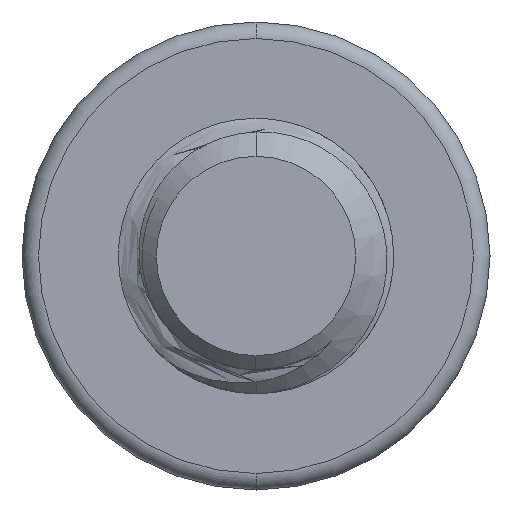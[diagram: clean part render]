
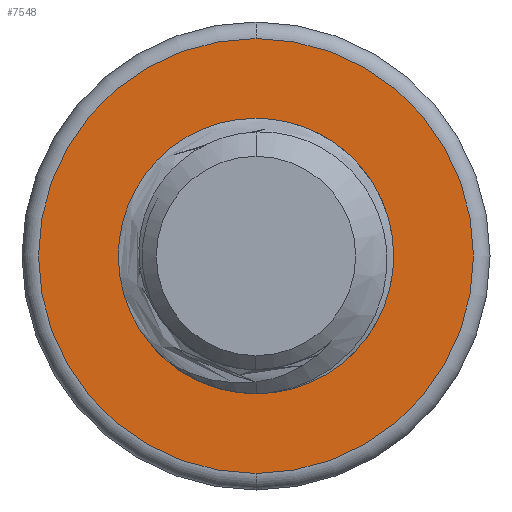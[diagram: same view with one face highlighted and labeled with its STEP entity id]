
A CAD part, front view. The second image highlights one B-rep face of the part: STEP entity #7548.
In plain terms, the highlighted planar face has unit normal (0, -1, 0).
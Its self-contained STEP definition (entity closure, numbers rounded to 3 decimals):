
#51 = B_SPLINE_CURVE_WITH_KNOTS ( 'NONE', 3,
 ( #5144, #1884, #8477, #5196, #9338, #1072, #6949, #1021, #7771, #4316, #10140, #8527, #6891, #4370, #7710, #2804, #245, #10197 ),
 .UNSPECIFIED., .F., .F.,
 ( 4, 2, 2, 2, 2, 2, 2, 2, 4 ),
 ( 0., 0.001, 0.001, 0.002, 0.002, 0.003, 0.003, 0.004, 0.004 ),
 .UNSPECIFIED. ) ;
#94 = CARTESIAN_POINT ( 'NONE',  ( 2.314, 35., 0.161 ) ) ;
#245 = CARTESIAN_POINT ( 'NONE',  ( -2.001, 35., 0.625 ) ) ;
#292 = CARTESIAN_POINT ( 'NONE',  ( 0., 35., -2.5 ) ) ;
#326 = VERTEX_POINT ( 'NONE', #8919 ) ;
#443 = FACE_BOUND ( 'NONE', #1959, .T. ) ;
#975 = CARTESIAN_POINT ( 'NONE',  ( 2.336, 35., -0.402 ) ) ;
#1021 = CARTESIAN_POINT ( 'NONE',  ( -1.633, 35., -1.671 ) ) ;
#1062 = CARTESIAN_POINT ( 'NONE',  ( 1.768, 35., -1.768 ) ) ;
#1072 = CARTESIAN_POINT ( 'NONE',  ( -1.218, 35., -2.054 ) ) ;
#1168 = CARTESIAN_POINT ( 'NONE',  ( 0.332, 35., -2.5 ) ) ;
#1478 = EDGE_CURVE ( 'NONE', #9899, #6919, #5420, .T. ) ;
#1500 = VERTEX_POINT ( 'NONE', #8475 ) ;
#1598 = B_SPLINE_CURVE_WITH_KNOTS ( 'NONE', 3,
 ( #9239, #1787, #5748, #9942, #6676, #2543, #9191, #4215, #7557, #94, #6016, #975, #4323, #6784, #7616, #4375, #1940, #2811 ),
 .UNSPECIFIED., .F., .F.,
 ( 4, 2, 2, 2, 2, 2, 2, 2, 4 ),
 ( 0., 0.001, 0.001, 0.002, 0.002, 0.003, 0.003, 0.004, 0.004 ),
 .UNSPECIFIED. ) ;
#1607 = DIRECTION ( 'NONE',  ( 0., 0., 1. ) ) ;
#1690 = CARTESIAN_POINT ( 'NONE',  ( 0., 35., -2.5 ) ) ;
#1787 = CARTESIAN_POINT ( 'NONE',  ( 0.973, 35., 1.857 ) ) ;
#1884 = CARTESIAN_POINT ( 'NONE',  ( -0.189, 35., -2.484 ) ) ;
#1940 = CARTESIAN_POINT ( 'NONE',  ( 1.89, 35., -1.623 ) ) ;
#1959 = EDGE_LOOP ( 'NONE', ( #10060, #7359, #9682, #9257 ) ) ;
#2238 = CARTESIAN_POINT ( 'NONE',  ( -1.91, 35., 0.791 ) ) ;
#2279 = DIRECTION ( 'NONE',  ( 0., 1., 0. ) ) ;
#2543 = CARTESIAN_POINT ( 'NONE',  ( 1.863, 35., 1.186 ) ) ;
#2729 = VERTEX_POINT ( 'NONE', #1690 ) ;
#2794 = CARTESIAN_POINT ( 'NONE',  ( 0.651, 35., -2.437 ) ) ;
#2801 = CARTESIAN_POINT ( 'NONE',  ( 0.269, 35., 2.067 ) ) ;
#2804 = CARTESIAN_POINT ( 'NONE',  ( -2.069, 35., 0.446 ) ) ;
#2811 = CARTESIAN_POINT ( 'NONE',  ( 1.768, 35., -1.768 ) ) ;
#3212 = DIRECTION ( 'NONE',  ( 0., 0., 1. ) ) ;
#3610 = CARTESIAN_POINT ( 'NONE',  ( -0.542, 35., 2.013 ) ) ;
#3742 = EDGE_CURVE ( 'NONE', #2729, #9899, #51, .T. ) ;
#3936 = EDGE_CURVE ( 'NONE', #1500, #2729, #9914, .T. ) ;
#4028 = DIRECTION ( 'NONE',  ( 0., -1., 0. ) ) ;
#4215 = CARTESIAN_POINT ( 'NONE',  ( 2.153, 35., 0.703 ) ) ;
#4316 = CARTESIAN_POINT ( 'NONE',  ( -1.942, 35., -1.204 ) ) ;
#4323 = CARTESIAN_POINT ( 'NONE',  ( 2.315, 35., -0.59 ) ) ;
#4370 = CARTESIAN_POINT ( 'NONE',  ( -2.169, 35., -0.109 ) ) ;
#4375 = CARTESIAN_POINT ( 'NONE',  ( 1.993, 35., -1.468 ) ) ;
#5144 = CARTESIAN_POINT ( 'NONE',  ( 0., 35., -2.5 ) ) ;
#5196 = CARTESIAN_POINT ( 'NONE',  ( -0.727, 35., -2.33 ) ) ;
#5392 = ORIENTED_EDGE ( 'NONE', *, *, #7272, .T. ) ;
#5420 = B_SPLINE_CURVE_WITH_KNOTS ( 'NONE', 3,
 ( #5950, #8525, #5900, #9281, #10250, #3610, #10195, #2801, #9390, #8632 ),
 .UNSPECIFIED., .F., .F.,
 ( 4, 2, 2, 2, 4 ),
 ( 0., 0.001, 0.002, 0.003, 0.004 ),
 .UNSPECIFIED. ) ;
#5748 = CARTESIAN_POINT ( 'NONE',  ( 1.143, 35., 1.78 ) ) ;
#5777 = CARTESIAN_POINT ( 'NONE',  ( 0., 35., 0. ) ) ;
#5900 = CARTESIAN_POINT ( 'NONE',  ( -1.653, 35., 1.269 ) ) ;
#5950 = CARTESIAN_POINT ( 'NONE',  ( -1.91, 35., 0.791 ) ) ;
#6016 = CARTESIAN_POINT ( 'NONE',  ( 2.336, 35., -0.028 ) ) ;
#6159 = AXIS2_PLACEMENT_3D ( 'NONE', #9066, #6438, #1607 ) ;
#6232 = EDGE_LOOP ( 'NONE', ( #5392, #8010 ) ) ;
#6438 = DIRECTION ( 'NONE',  ( 0., -1., 0. ) ) ;
#6676 = CARTESIAN_POINT ( 'NONE',  ( 1.608, 35., 1.46 ) ) ;
#6784 = CARTESIAN_POINT ( 'NONE',  ( 2.227, 35., -0.957 ) ) ;
#6891 = CARTESIAN_POINT ( 'NONE',  ( -2.156, 35., -0.484 ) ) ;
#6919 = VERTEX_POINT ( 'NONE', #9707 ) ;
#6949 = CARTESIAN_POINT ( 'NONE',  ( -1.366, 35., -1.938 ) ) ;
#7084 = PLANE ( 'NONE',  #9807 ) ;
#7189 = DIRECTION ( 'NONE',  ( 0., 0., 1. ) ) ;
#7272 = EDGE_CURVE ( 'NONE', #326, #8481, #10486, .T. ) ;
#7304 = CARTESIAN_POINT ( 'NONE',  ( 0., 35., 0. ) ) ;
#7359 = ORIENTED_EDGE ( 'NONE', *, *, #3936, .T. ) ;
#7548 = ADVANCED_FACE ( 'NONE', ( #7908, #443 ), #7084, .F. ) ;
#7557 = CARTESIAN_POINT ( 'NONE',  ( 2.223, 35., 0.527 ) ) ;
#7616 = CARTESIAN_POINT ( 'NONE',  ( 2.161, 35., -1.135 ) ) ;
#7701 = CARTESIAN_POINT ( 'NONE',  ( 1.263, 35., -2.183 ) ) ;
#7710 = CARTESIAN_POINT ( 'NONE',  ( -2.153, 35., 0.077 ) ) ;
#7771 = CARTESIAN_POINT ( 'NONE',  ( -1.749, 35., -1.525 ) ) ;
#7908 = FACE_OUTER_BOUND ( 'NONE', #6232, .T. ) ;
#8010 = ORIENTED_EDGE ( 'NONE', *, *, #10063, .T. ) ;
#8086 = AXIS2_PLACEMENT_3D ( 'NONE', #5777, #4028, #3212 ) ;
#8475 = CARTESIAN_POINT ( 'NONE',  ( 1.768, 35., -1.768 ) ) ;
#8477 = CARTESIAN_POINT ( 'NONE',  ( -0.372, 35., -2.447 ) ) ;
#8481 = VERTEX_POINT ( 'NONE', #10629 ) ;
#8525 = CARTESIAN_POINT ( 'NONE',  ( -1.807, 35., 1.039 ) ) ;
#8527 = CARTESIAN_POINT ( 'NONE',  ( -2.125, 35., -0.672 ) ) ;
#8632 = CARTESIAN_POINT ( 'NONE',  ( 0.791, 35., 1.91 ) ) ;
#8679 = EDGE_CURVE ( 'NONE', #6919, #1500, #1598, .T. ) ;
#8919 = CARTESIAN_POINT ( 'NONE',  ( 0., 35., 3.95 ) ) ;
#9066 = CARTESIAN_POINT ( 'NONE',  ( 0., 35., 0. ) ) ;
#9191 = CARTESIAN_POINT ( 'NONE',  ( 1.975, 35., 1.031 ) ) ;
#9239 = CARTESIAN_POINT ( 'NONE',  ( 0.791, 35., 1.91 ) ) ;
#9257 = ORIENTED_EDGE ( 'NONE', *, *, #1478, .T. ) ;
#9281 = CARTESIAN_POINT ( 'NONE',  ( -1.274, 35., 1.65 ) ) ;
#9306 = CIRCLE ( 'NONE', #8086, 3.95 ) ;
#9328 = CARTESIAN_POINT ( 'NONE',  ( 1.534, 35., -2.002 ) ) ;
#9338 = CARTESIAN_POINT ( 'NONE',  ( -0.9, 35., -2.25 ) ) ;
#9390 = CARTESIAN_POINT ( 'NONE',  ( 0.539, 35., 2.014 ) ) ;
#9682 = ORIENTED_EDGE ( 'NONE', *, *, #3742, .T. ) ;
#9707 = CARTESIAN_POINT ( 'NONE',  ( 0.791, 35., 1.91 ) ) ;
#9807 = AXIS2_PLACEMENT_3D ( 'NONE', #7304, #2279, #7189 ) ;
#9899 = VERTEX_POINT ( 'NONE', #2238 ) ;
#9914 = B_SPLINE_CURVE_WITH_KNOTS ( 'NONE', 3,
 ( #1062, #9328, #7701, #2794, #1168, #292 ),
 .UNSPECIFIED., .F., .F.,
 ( 4, 2, 4 ),
 ( 0., 0.5, 1. ),
 .UNSPECIFIED. ) ;
#9942 = CARTESIAN_POINT ( 'NONE',  ( 1.462, 35., 1.582 ) ) ;
#10060 = ORIENTED_EDGE ( 'NONE', *, *, #8679, .T. ) ;
#10063 = EDGE_CURVE ( 'NONE', #8481, #326, #9306, .T. ) ;
#10140 = CARTESIAN_POINT ( 'NONE',  ( -2.019, 35., -1.029 ) ) ;
#10195 = CARTESIAN_POINT ( 'NONE',  ( -0.268, 35., 2.067 ) ) ;
#10197 = CARTESIAN_POINT ( 'NONE',  ( -1.91, 35., 0.791 ) ) ;
#10250 = CARTESIAN_POINT ( 'NONE',  ( -1.043, 35., 1.805 ) ) ;
#10486 = CIRCLE ( 'NONE', #6159, 3.95 ) ;
#10629 = CARTESIAN_POINT ( 'NONE',  ( 0., 35., -3.95 ) ) ;
